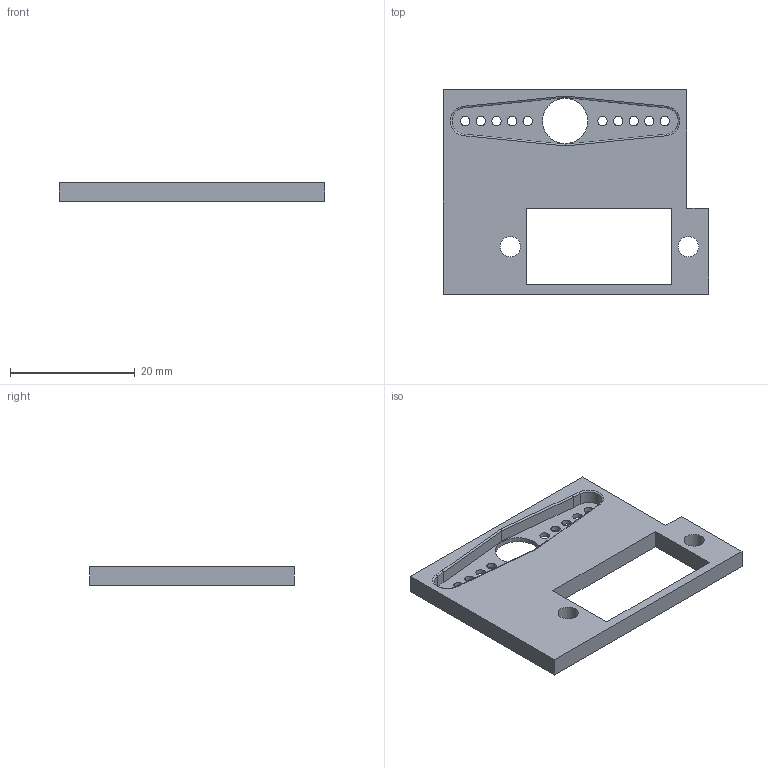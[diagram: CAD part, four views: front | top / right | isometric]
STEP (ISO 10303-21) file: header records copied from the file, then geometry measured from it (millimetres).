
FILE_DESCRIPTION(/* description */ (''),/* implementation_level */ '2;1');
FILE_NAME(/* name */ '9919997d-8c6c-4b24-8c3e-20c3937135c4.stp',/* time_stamp */ '2026-02-26T19:24:19Z',/* author */ (''),/* organization */ (''),/* preprocessor_version */ 'ST-DEVELOPER v20.1',/* originating_system */ 'Autodesk Translation Framework v14.24.0.0',/* authorisation */ '');
FILE_SCHEMA (('AUTOMOTIVE_DESIGN { 1 0 10303 214 3 1 1 }'));
Length unit declared in the file: millimetre
Products named in the file (2): gripperBase; MG90SStraightServoHornMountTest v2
Assembly tree (1 placements, depth 2):
  gripperBase
    MG90SStraightServoHornMountTest v2
Bounding box: 42.5 x 32.75 x 3 mm (x, y, z)
Volume: 2571.7 mm3; surface area: 2874.7 mm2
Topology: 1 solids, 1 shells, 46 faces, 119 edges, 76 vertices
Faces by surface type: cylinder 23, plane 17, torus 6
Full cylindrical faces by diameter (mm): 1.5 x10, 3.25 x2, 7.25 x1
Entity records: 1515 total; most frequent: DIRECTION 271, CARTESIAN_POINT 244, ORIENTED_EDGE 238, EDGE_CURVE 119, AXIS2_PLACEMENT_3D 103, VERTEX_POINT 76, EDGE_LOOP 75, LINE 65
